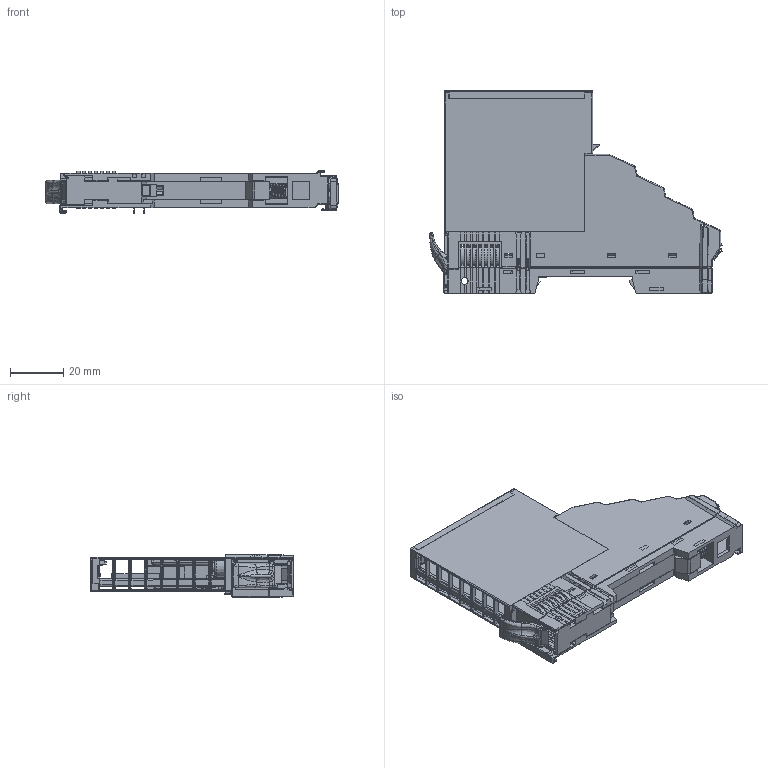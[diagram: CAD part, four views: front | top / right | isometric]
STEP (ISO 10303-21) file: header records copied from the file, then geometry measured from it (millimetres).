
FILE_DESCRIPTION((''),'2;1');
FILE_NAME('022-1BD00_DET5','2013-11-20T',('TReuther'),(''),'PRO/ENGINEER BY PARAMETRIC TECHNOLOGY CORPORATION, 2013320','PRO/ENGINEER BY PARAMETRIC TECHNOLOGY CORPORATION, 2013320','');
FILE_SCHEMA(('CONFIG_CONTROL_DESIGN'));
Products named in the file (1): 022-1BD00_DET5
Bounding box: 109.41 x 76 x 15.95 mm (x, y, z)
Surface area: 27656.6 mm2 (no closed solid volume)
Topology: 0 solids, 175 shells, 920 faces, 7112 edges, 6242 vertices
Faces by surface type: plane 552, cylinder 194, torus 82, bspline 62, extrusion 18, cone 12
Entity records: 73321 total; most frequent: CARTESIAN_POINT 24319, DIRECTION 8713, ORIENTED_EDGE 8507, EDGE_CURVE 7112, VERTEX_POINT 6242, VECTOR 5595, LINE 5577, AXIS2_PLACEMENT_3D 1559
